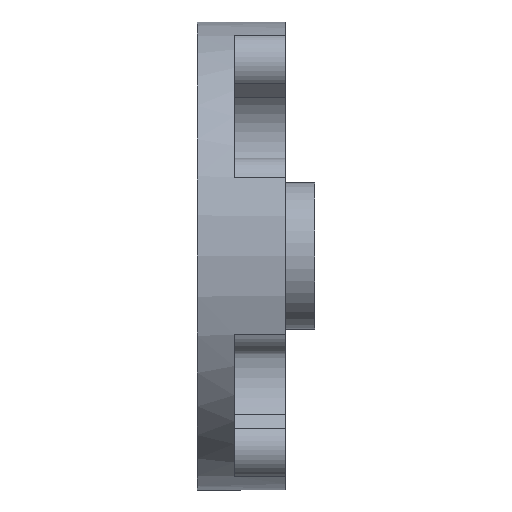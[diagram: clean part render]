
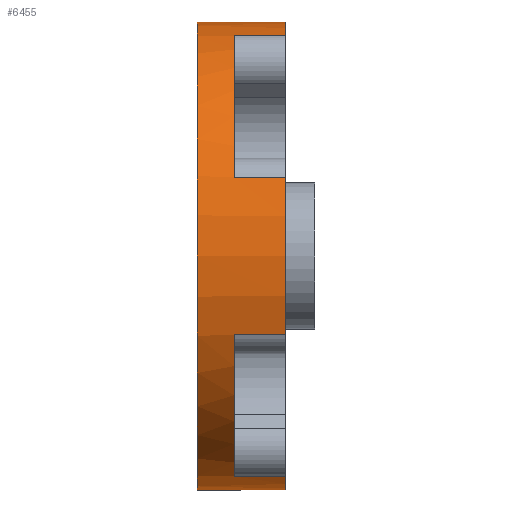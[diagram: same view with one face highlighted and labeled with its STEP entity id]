
A CAD part, left-side view. The second image highlights one B-rep face of the part: STEP entity #6455.
In plain terms, the highlighted cylindrical face has radius 15.99 mm (diameter 31.98 mm), a partial arc.
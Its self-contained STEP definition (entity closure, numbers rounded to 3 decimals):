
#138 = VERTEX_POINT ( 'NONE', #15218 ) ;
#150 = VERTEX_POINT ( 'NONE', #13886 ) ;
#193 = VERTEX_POINT ( 'NONE', #5786 ) ;
#261 = EDGE_CURVE ( 'NONE', #138, #533, #17309, .T. ) ;
#306 = VERTEX_POINT ( 'NONE', #354 ) ;
#354 = CARTESIAN_POINT ( 'NONE',  ( 0., 2., 15.99 ) ) ;
#360 = CARTESIAN_POINT ( 'NONE',  ( 0., 2., 0. ) ) ;
#533 = VERTEX_POINT ( 'NONE', #19332 ) ;
#954 = CARTESIAN_POINT ( 'NONE',  ( -5.365, 8., 15.063 ) ) ;
#1445 = AXIS2_PLACEMENT_3D ( 'NONE', #5227, #11945, #12090 ) ;
#1447 = CYLINDRICAL_SURFACE ( 'NONE', #19456, 15.99 ) ;
#1690 = DIRECTION ( 'NONE',  ( 0., 0., 1. ) ) ;
#2467 = CARTESIAN_POINT ( 'NONE',  ( 0., 5.5, 0. ) ) ;
#2491 = FACE_OUTER_BOUND ( 'NONE', #5239, .T. ) ;
#3362 = VERTEX_POINT ( 'NONE', #16310 ) ;
#3624 = CARTESIAN_POINT ( 'NONE',  ( -15.063, 5.5, 5.365 ) ) ;
#4073 = CIRCLE ( 'NONE', #17628, 15.99 ) ;
#4111 = CARTESIAN_POINT ( 'NONE',  ( 0., 5.5, 0. ) ) ;
#4253 = VECTOR ( 'NONE', #15673, 1000. ) ;
#5121 = ORIENTED_EDGE ( 'NONE', *, *, #20264, .T. ) ;
#5154 = EDGE_CURVE ( 'NONE', #150, #8701, #5339, .T. ) ;
#5165 = CARTESIAN_POINT ( 'NONE',  ( 0., 2., -15.99 ) ) ;
#5196 = EDGE_CURVE ( 'NONE', #10541, #17120, #7582, .T. ) ;
#5227 = CARTESIAN_POINT ( 'NONE',  ( 0., 2., 0. ) ) ;
#5239 = EDGE_LOOP ( 'NONE', ( #10517, #11805, #9333, #10173, #5121, #15352, #17794, #9722, #7636, #13102, #11166, #15061 ) ) ;
#5339 = LINE ( 'NONE', #20895, #4253 ) ;
#5571 = DIRECTION ( 'NONE',  ( 0., -1., 0. ) ) ;
#5656 = EDGE_CURVE ( 'NONE', #306, #193, #4073, .T. ) ;
#5765 = DIRECTION ( 'NONE',  ( 0., -1., 0. ) ) ;
#5786 = CARTESIAN_POINT ( 'NONE',  ( -5.365, 2., 15.063 ) ) ;
#5871 = DIRECTION ( 'NONE',  ( 0., 0., 1. ) ) ;
#6455 = ADVANCED_FACE ( 'NONE', ( #2491 ), #1447, .T. ) ;
#7028 = DIRECTION ( 'NONE',  ( 0., -1., 0. ) ) ;
#7079 = CARTESIAN_POINT ( 'NONE',  ( 0., 8., 0. ) ) ;
#7173 = DIRECTION ( 'NONE',  ( 0., 1., 0. ) ) ;
#7582 = CIRCLE ( 'NONE', #12038, 15.99 ) ;
#7636 = ORIENTED_EDGE ( 'NONE', *, *, #17549, .T. ) ;
#7859 = DIRECTION ( 'NONE',  ( 0., -1., 0. ) ) ;
#8265 = VECTOR ( 'NONE', #7173, 1000. ) ;
#8360 = VECTOR ( 'NONE', #10073, 1000. ) ;
#8637 = EDGE_CURVE ( 'NONE', #10658, #306, #17731, .T. ) ;
#8701 = VERTEX_POINT ( 'NONE', #5165 ) ;
#9333 = ORIENTED_EDGE ( 'NONE', *, *, #5154, .T. ) ;
#9583 = EDGE_CURVE ( 'NONE', #12854, #8701, #10384, .T. ) ;
#9722 = ORIENTED_EDGE ( 'NONE', *, *, #261, .F. ) ;
#9782 = CARTESIAN_POINT ( 'NONE',  ( 0., 8., 15.99 ) ) ;
#9815 = CARTESIAN_POINT ( 'NONE',  ( -5.365, 8., -15.063 ) ) ;
#9820 = DIRECTION ( 'NONE',  ( 0., -1., 0. ) ) ;
#10055 = DIRECTION ( 'NONE',  ( 0., 1., 0. ) ) ;
#10073 = DIRECTION ( 'NONE',  ( 0., -1., 0. ) ) ;
#10162 = DIRECTION ( 'NONE',  ( 0., 0., 1. ) ) ;
#10173 = ORIENTED_EDGE ( 'NONE', *, *, #9583, .F. ) ;
#10384 = CIRCLE ( 'NONE', #1445, 15.99 ) ;
#10517 = ORIENTED_EDGE ( 'NONE', *, *, #8637, .F. ) ;
#10541 = VERTEX_POINT ( 'NONE', #12475 ) ;
#10658 = VERTEX_POINT ( 'NONE', #9782 ) ;
#10758 = AXIS2_PLACEMENT_3D ( 'NONE', #17323, #5571, #20738 ) ;
#10842 = EDGE_CURVE ( 'NONE', #3362, #20199, #14268, .T. ) ;
#11147 = EDGE_CURVE ( 'NONE', #150, #10658, #18457, .T. ) ;
#11166 = ORIENTED_EDGE ( 'NONE', *, *, #20081, .T. ) ;
#11805 = ORIENTED_EDGE ( 'NONE', *, *, #11147, .F. ) ;
#11945 = DIRECTION ( 'NONE',  ( 0., -1., 0. ) ) ;
#12038 = AXIS2_PLACEMENT_3D ( 'NONE', #2467, #15951, #5871 ) ;
#12090 = DIRECTION ( 'NONE',  ( 0., 0., 1. ) ) ;
#12099 = VECTOR ( 'NONE', #16482, 1000. ) ;
#12475 = CARTESIAN_POINT ( 'NONE',  ( -5.365, 5.5, 15.063 ) ) ;
#12854 = VERTEX_POINT ( 'NONE', #18726 ) ;
#12862 = LINE ( 'NONE', #9815, #12099 ) ;
#12920 = LINE ( 'NONE', #20594, #8265 ) ;
#12947 = CARTESIAN_POINT ( 'NONE',  ( 0., 8., 0. ) ) ;
#12964 = LINE ( 'NONE', #19830, #18473 ) ;
#13102 = ORIENTED_EDGE ( 'NONE', *, *, #5196, .F. ) ;
#13673 = VECTOR ( 'NONE', #7859, 1000. ) ;
#13886 = CARTESIAN_POINT ( 'NONE',  ( 0., 8., -15.99 ) ) ;
#14268 = CIRCLE ( 'NONE', #18347, 15.99 ) ;
#15061 = ORIENTED_EDGE ( 'NONE', *, *, #5656, .F. ) ;
#15179 = CARTESIAN_POINT ( 'NONE',  ( 0., 8., 15.99 ) ) ;
#15218 = CARTESIAN_POINT ( 'NONE',  ( -15.063, 2., 5.365 ) ) ;
#15334 = DIRECTION ( 'NONE',  ( 0., 0., -1. ) ) ;
#15352 = ORIENTED_EDGE ( 'NONE', *, *, #10842, .F. ) ;
#15673 = DIRECTION ( 'NONE',  ( 0., -1., 0. ) ) ;
#15831 = EDGE_CURVE ( 'NONE', #3362, #533, #12964, .T. ) ;
#15951 = DIRECTION ( 'NONE',  ( 0., -1., 0. ) ) ;
#16310 = CARTESIAN_POINT ( 'NONE',  ( -15.063, 5.5, -5.365 ) ) ;
#16482 = DIRECTION ( 'NONE',  ( 0., 1., 0. ) ) ;
#17120 = VERTEX_POINT ( 'NONE', #3624 ) ;
#17309 = CIRCLE ( 'NONE', #10758, 15.99 ) ;
#17323 = CARTESIAN_POINT ( 'NONE',  ( 0., 2., 0. ) ) ;
#17549 = EDGE_CURVE ( 'NONE', #138, #17120, #12920, .T. ) ;
#17628 = AXIS2_PLACEMENT_3D ( 'NONE', #360, #7028, #10162 ) ;
#17731 = LINE ( 'NONE', #15179, #8360 ) ;
#17780 = DIRECTION ( 'NONE',  ( 0., 0., 1. ) ) ;
#17794 = ORIENTED_EDGE ( 'NONE', *, *, #15831, .T. ) ;
#18107 = LINE ( 'NONE', #954, #13673 ) ;
#18347 = AXIS2_PLACEMENT_3D ( 'NONE', #4111, #19318, #17780 ) ;
#18457 = CIRCLE ( 'NONE', #21560, 15.99 ) ;
#18473 = VECTOR ( 'NONE', #9820, 1000. ) ;
#18726 = CARTESIAN_POINT ( 'NONE',  ( -5.365, 2., -15.063 ) ) ;
#19318 = DIRECTION ( 'NONE',  ( 0., -1., 0. ) ) ;
#19332 = CARTESIAN_POINT ( 'NONE',  ( -15.063, 2., -5.365 ) ) ;
#19456 = AXIS2_PLACEMENT_3D ( 'NONE', #7079, #5765, #15334 ) ;
#19826 = CARTESIAN_POINT ( 'NONE',  ( -5.365, 5.5, -15.063 ) ) ;
#19830 = CARTESIAN_POINT ( 'NONE',  ( -15.063, 8., -5.365 ) ) ;
#20081 = EDGE_CURVE ( 'NONE', #10541, #193, #18107, .T. ) ;
#20199 = VERTEX_POINT ( 'NONE', #19826 ) ;
#20264 = EDGE_CURVE ( 'NONE', #12854, #20199, #12862, .T. ) ;
#20594 = CARTESIAN_POINT ( 'NONE',  ( -15.063, 8., 5.365 ) ) ;
#20738 = DIRECTION ( 'NONE',  ( 0., 0., 1. ) ) ;
#20895 = CARTESIAN_POINT ( 'NONE',  ( 0., 8., -15.99 ) ) ;
#21560 = AXIS2_PLACEMENT_3D ( 'NONE', #12947, #10055, #1690 ) ;
